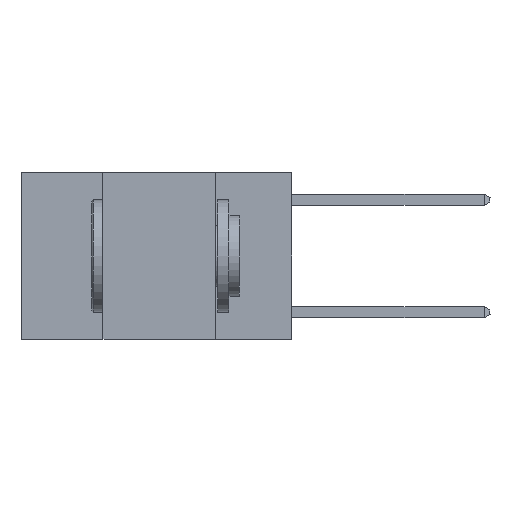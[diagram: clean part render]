
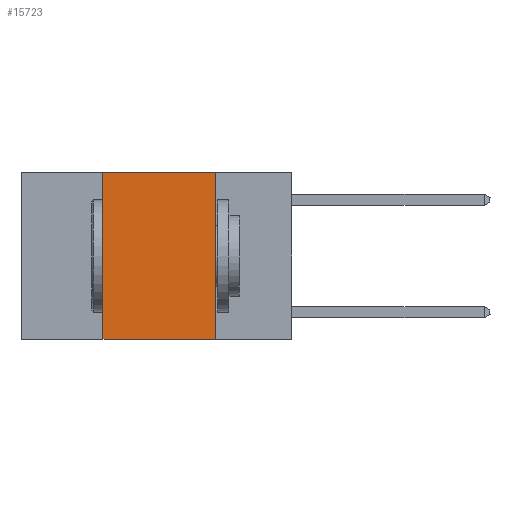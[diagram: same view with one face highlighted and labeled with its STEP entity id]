
A CAD part, left-side view. The second image highlights one B-rep face of the part: STEP entity #15723.
In plain terms, the highlighted planar face has unit normal (-1, 0, 0).
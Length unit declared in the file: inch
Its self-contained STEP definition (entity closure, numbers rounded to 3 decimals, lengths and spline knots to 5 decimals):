
#1341 = LINE ( 'NONE', #3869, #14124 ) ;
#1757 = LINE ( 'NONE', #12192, #7110 ) ;
#2109 = DIRECTION ( 'NONE',  ( 1., 0., 0. ) ) ;
#2136 = CARTESIAN_POINT ( 'NONE',  ( 0., 0.6, 0. ) ) ;
#3090 = EDGE_LOOP ( 'NONE', ( #5745, #3284, #3285, #9591 ) ) ;
#3284 = ORIENTED_EDGE ( 'NONE', *, *, #6165, .F. ) ;
#3285 = ORIENTED_EDGE ( 'NONE', *, *, #13523, .F. ) ;
#3479 = CARTESIAN_POINT ( 'NONE',  ( 0., 0.42, -0.37 ) ) ;
#3594 = FACE_OUTER_BOUND ( 'NONE', #3090, .T. ) ;
#3869 = CARTESIAN_POINT ( 'NONE',  ( 0., 0.42, 0. ) ) ;
#4606 = PLANE ( 'NONE',  #9359 ) ;
#5745 = ORIENTED_EDGE ( 'NONE', *, *, #6697, .F. ) ;
#5771 = DIRECTION ( 'NONE',  ( 0., -1., 0. ) ) ;
#6165 = EDGE_CURVE ( 'NONE', #11409, #15416, #13746, .T. ) ;
#6697 = EDGE_CURVE ( 'NONE', #15416, #10575, #8994, .T. ) ;
#7110 = VECTOR ( 'NONE', #5771, 39.37008 ) ;
#7325 = DIRECTION ( 'NONE',  ( 0., -1., 0. ) ) ;
#7717 = VECTOR ( 'NONE', #7325, 39.37008 ) ;
#8994 = LINE ( 'NONE', #14032, #12371 ) ;
#9028 = DIRECTION ( 'NONE',  ( 0., 0., 1. ) ) ;
#9359 = AXIS2_PLACEMENT_3D ( 'NONE', #13719, #2109, #12560 ) ;
#9431 = CARTESIAN_POINT ( 'NONE',  ( 0., 0.17, -0.37 ) ) ;
#9591 = ORIENTED_EDGE ( 'NONE', *, *, #13680, .T. ) ;
#10575 = VERTEX_POINT ( 'NONE', #9431 ) ;
#10978 = CARTESIAN_POINT ( 'NONE',  ( 0., 0.42, 0. ) ) ;
#11409 = VERTEX_POINT ( 'NONE', #10978 ) ;
#11522 = DIRECTION ( 'NONE',  ( 0., 0., -1. ) ) ;
#12192 = CARTESIAN_POINT ( 'NONE',  ( 0., 0.6, -0.37 ) ) ;
#12371 = VECTOR ( 'NONE', #11522, 39.37008 ) ;
#12560 = DIRECTION ( 'NONE',  ( 0., 0., -1. ) ) ;
#12844 = VERTEX_POINT ( 'NONE', #3479 ) ;
#13523 = EDGE_CURVE ( 'NONE', #12844, #11409, #1341, .T. ) ;
#13680 = EDGE_CURVE ( 'NONE', #12844, #10575, #1757, .T. ) ;
#13719 = CARTESIAN_POINT ( 'NONE',  ( 0., 0.6, 0. ) ) ;
#13746 = LINE ( 'NONE', #2136, #7717 ) ;
#14032 = CARTESIAN_POINT ( 'NONE',  ( 0., 0.17, 0. ) ) ;
#14124 = VECTOR ( 'NONE', #9028, 39.37008 ) ;
#14321 = CARTESIAN_POINT ( 'NONE',  ( 0., 0.17, 0. ) ) ;
#15416 = VERTEX_POINT ( 'NONE', #14321 ) ;
#15723 = ADVANCED_FACE ( 'NONE', ( #3594 ), #4606, .F. ) ;
